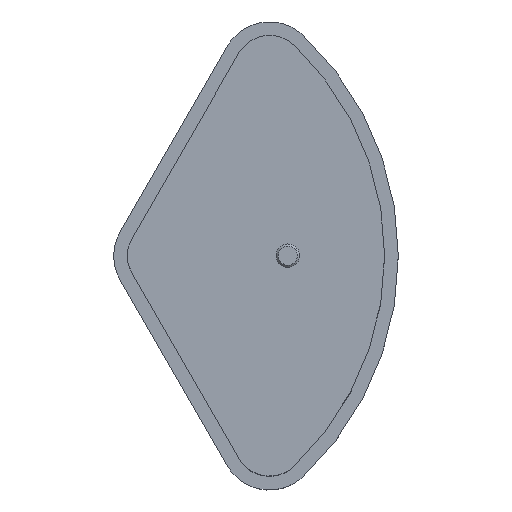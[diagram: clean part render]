
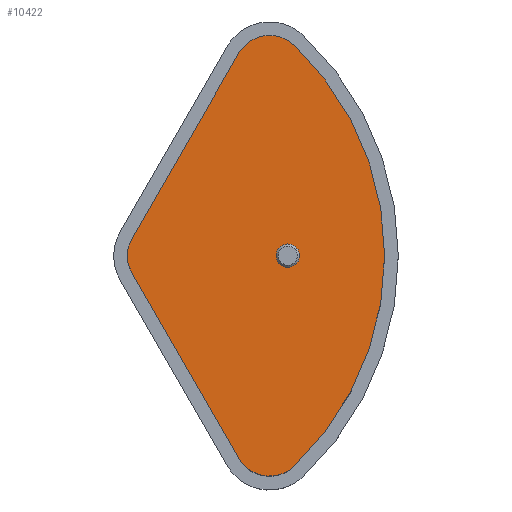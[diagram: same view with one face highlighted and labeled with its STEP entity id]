
A CAD part, top view. The second image highlights one B-rep face of the part: STEP entity #10422.
In plain terms, the highlighted planar face has unit normal (0, 0, 1).
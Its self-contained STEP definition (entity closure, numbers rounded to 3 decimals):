
#453 = FACE_BOUND ( 'NONE', #5422, .T. ) ;
#1030 = DIRECTION ( 'NONE',  ( -1., 0., 0. ) ) ;
#1037 = AXIS2_PLACEMENT_3D ( 'NONE', #9008, #8160, #12176 ) ;
#1044 = CIRCLE ( 'NONE', #12198, 3. ) ;
#1379 = CARTESIAN_POINT ( 'NONE',  ( 44.6, 47.285, 44. ) ) ;
#1398 = CARTESIAN_POINT ( 'NONE',  ( 49.3, 0., 44. ) ) ;
#1519 = DIRECTION ( 'NONE',  ( 0., -1., 0. ) ) ;
#1555 = EDGE_CURVE ( 'NONE', #6020, #7904, #1044, .T. ) ;
#1600 = CARTESIAN_POINT ( 'NONE',  ( 9.506, -4.5, 44. ) ) ;
#1740 = DIRECTION ( 'NONE',  ( -1., 0., 0. ) ) ;
#1905 = VERTEX_POINT ( 'NONE', #6227 ) ;
#2831 = CARTESIAN_POINT ( 'NONE',  ( 50.775, 53.832, 44. ) ) ;
#3415 = ORIENTED_EDGE ( 'NONE', *, *, #9080, .T. ) ;
#3477 = FACE_OUTER_BOUND ( 'NONE', #10653, .T. ) ;
#3568 = CARTESIAN_POINT ( 'NONE',  ( 74., 0., 44. ) ) ;
#3621 = DIRECTION ( 'NONE',  ( 0., 0., -1. ) ) ;
#3753 = VERTEX_POINT ( 'NONE', #4472 ) ;
#3824 = DIRECTION ( 'NONE',  ( -0.5, 0.866, 0. ) ) ;
#3875 = CARTESIAN_POINT ( 'NONE',  ( 44.6, 47.285, 44. ) ) ;
#4125 = AXIS2_PLACEMENT_3D ( 'NONE', #10066, #12957, #1030 ) ;
#4166 = VECTOR ( 'NONE', #6450, 1000. ) ;
#4472 = CARTESIAN_POINT ( 'NONE',  ( 36.806, 51.785, 44. ) ) ;
#4565 = CIRCLE ( 'NONE', #12168, 74. ) ;
#4818 = CIRCLE ( 'NONE', #11359, 9. ) ;
#5078 = EDGE_CURVE ( 'NONE', #12085, #10397, #4818, .T. ) ;
#5422 = EDGE_LOOP ( 'NONE', ( #8361, #3415 ) ) ;
#5580 = PLANE ( 'NONE',  #10509 ) ;
#5905 = EDGE_CURVE ( 'NONE', #9794, #9617, #4565, .T. ) ;
#6020 = VERTEX_POINT ( 'NONE', #10359 ) ;
#6188 = CARTESIAN_POINT ( 'NONE',  ( 36.806, -51.785, 44. ) ) ;
#6227 = CARTESIAN_POINT ( 'NONE',  ( 9.506, 4.5, 44. ) ) ;
#6395 = VERTEX_POINT ( 'NONE', #12772 ) ;
#6444 = CIRCLE ( 'NONE', #4125, 3. ) ;
#6450 = DIRECTION ( 'NONE',  ( 0.5, 0.866, 0. ) ) ;
#6511 = CIRCLE ( 'NONE', #7563, 74. ) ;
#6750 = CARTESIAN_POINT ( 'NONE',  ( 44.6, -47.285, 44. ) ) ;
#6858 = CARTESIAN_POINT ( 'NONE',  ( 50.775, -53.832, 44. ) ) ;
#6863 = LINE ( 'NONE', #1600, #13032 ) ;
#6938 = CIRCLE ( 'NONE', #1037, 9. ) ;
#7059 = EDGE_CURVE ( 'NONE', #1905, #3753, #7381, .T. ) ;
#7208 = DIRECTION ( 'NONE',  ( 0., 0., -1. ) ) ;
#7217 = EDGE_CURVE ( 'NONE', #3753, #9794, #7323, .T. ) ;
#7246 = ORIENTED_EDGE ( 'NONE', *, *, #7217, .F. ) ;
#7323 = CIRCLE ( 'NONE', #10707, 9. ) ;
#7381 = LINE ( 'NONE', #8502, #4166 ) ;
#7563 = AXIS2_PLACEMENT_3D ( 'NONE', #12607, #7713, #8514 ) ;
#7662 = DIRECTION ( 'NONE',  ( -1., 0., 0. ) ) ;
#7713 = DIRECTION ( 'NONE',  ( 0., 0., -1. ) ) ;
#7893 = DIRECTION ( 'NONE',  ( -1., 0., 0. ) ) ;
#7904 = VERTEX_POINT ( 'NONE', #11103 ) ;
#8160 = DIRECTION ( 'NONE',  ( 0., 0., -1. ) ) ;
#8361 = ORIENTED_EDGE ( 'NONE', *, *, #1555, .T. ) ;
#8502 = CARTESIAN_POINT ( 'NONE',  ( 36.806, 51.785, 44. ) ) ;
#8513 = EDGE_CURVE ( 'NONE', #10397, #6395, #6863, .T. ) ;
#8514 = DIRECTION ( 'NONE',  ( -1., 0., 0. ) ) ;
#8527 = ORIENTED_EDGE ( 'NONE', *, *, #5078, .F. ) ;
#8606 = ORIENTED_EDGE ( 'NONE', *, *, #8513, .F. ) ;
#8650 = DIRECTION ( 'NONE',  ( 0., 0., -1. ) ) ;
#9008 = CARTESIAN_POINT ( 'NONE',  ( 17.3, 0., 44. ) ) ;
#9080 = EDGE_CURVE ( 'NONE', #7904, #6020, #6444, .T. ) ;
#9417 = DIRECTION ( 'NONE',  ( 0., 0., -1. ) ) ;
#9617 = VERTEX_POINT ( 'NONE', #3568 ) ;
#9794 = VERTEX_POINT ( 'NONE', #2831 ) ;
#10066 = CARTESIAN_POINT ( 'NONE',  ( 49.3, 0., 44. ) ) ;
#10359 = CARTESIAN_POINT ( 'NONE',  ( 46.702, 1.5, 44. ) ) ;
#10397 = VERTEX_POINT ( 'NONE', #6188 ) ;
#10422 = ADVANCED_FACE ( 'NONE', ( #453, #3477 ), #5580, .F. ) ;
#10489 = ORIENTED_EDGE ( 'NONE', *, *, #7059, .F. ) ;
#10509 = AXIS2_PLACEMENT_3D ( 'NONE', #1379, #9417, #1519 ) ;
#10653 = EDGE_LOOP ( 'NONE', ( #8606, #8527, #11700, #10889, #7246, #10489, #12951 ) ) ;
#10707 = AXIS2_PLACEMENT_3D ( 'NONE', #3875, #3621, #7893 ) ;
#10889 = ORIENTED_EDGE ( 'NONE', *, *, #5905, .F. ) ;
#10902 = DIRECTION ( 'NONE',  ( 0., 0., -1. ) ) ;
#10961 = CARTESIAN_POINT ( 'NONE',  ( 0., 0., 44. ) ) ;
#11103 = CARTESIAN_POINT ( 'NONE',  ( 51.898, -1.5, 44. ) ) ;
#11215 = DIRECTION ( 'NONE',  ( -1., 0., 0. ) ) ;
#11321 = EDGE_CURVE ( 'NONE', #6395, #1905, #6938, .T. ) ;
#11359 = AXIS2_PLACEMENT_3D ( 'NONE', #6750, #10902, #7662 ) ;
#11700 = ORIENTED_EDGE ( 'NONE', *, *, #12053, .F. ) ;
#12053 = EDGE_CURVE ( 'NONE', #9617, #12085, #6511, .T. ) ;
#12085 = VERTEX_POINT ( 'NONE', #6858 ) ;
#12168 = AXIS2_PLACEMENT_3D ( 'NONE', #10961, #8650, #1740 ) ;
#12176 = DIRECTION ( 'NONE',  ( -1., 0., 0. ) ) ;
#12198 = AXIS2_PLACEMENT_3D ( 'NONE', #1398, #7208, #11215 ) ;
#12607 = CARTESIAN_POINT ( 'NONE',  ( 0., 0., 44. ) ) ;
#12772 = CARTESIAN_POINT ( 'NONE',  ( 9.506, -4.5, 44. ) ) ;
#12951 = ORIENTED_EDGE ( 'NONE', *, *, #11321, .F. ) ;
#12957 = DIRECTION ( 'NONE',  ( 0., 0., -1. ) ) ;
#13032 = VECTOR ( 'NONE', #3824, 1000. ) ;
